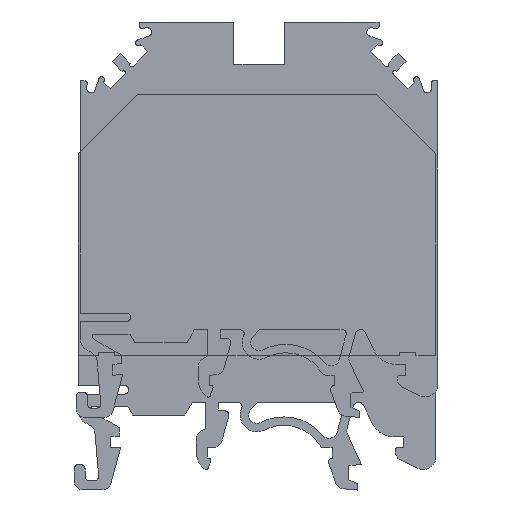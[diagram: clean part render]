
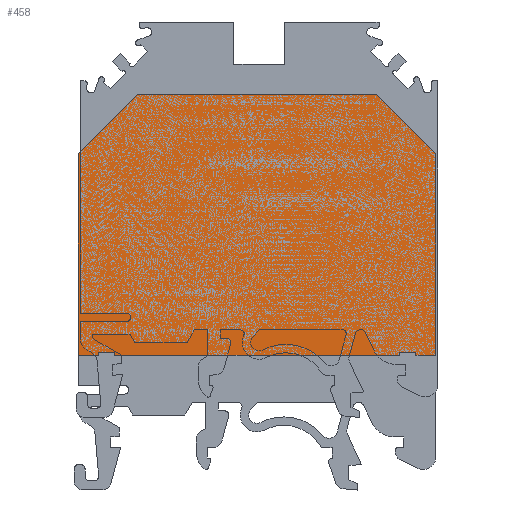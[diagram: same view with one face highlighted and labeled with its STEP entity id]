
A CAD part, front view. The second image highlights one B-rep face of the part: STEP entity #458.
In plain terms, the highlighted planar face has unit normal (0, -1, 0).
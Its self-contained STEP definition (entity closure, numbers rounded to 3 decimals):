
#458 = ADVANCED_FACE( '', ( #983 ), #984, .T. );
#983 = FACE_OUTER_BOUND( '', #1571, .T. );
#984 = PLANE( '', #1572 );
#1571 = EDGE_LOOP( '', ( #2746, #2747, #2748, #2749, #2750, #2751, #2752, #2753, #2754, #2755, #2756, #2757, #2758, #2759 ) );
#1572 = AXIS2_PLACEMENT_3D( '', #2760, #2761, #2762 );
#2746 = ORIENTED_EDGE( '', *, *, #4048, .F. );
#2747 = ORIENTED_EDGE( '', *, *, #4050, .F. );
#2748 = ORIENTED_EDGE( '', *, *, #4055, .T. );
#2749 = ORIENTED_EDGE( '', *, *, #4000, .F. );
#2750 = ORIENTED_EDGE( '', *, *, #3668, .F. );
#2751 = ORIENTED_EDGE( '', *, *, #3853, .F. );
#2752 = ORIENTED_EDGE( '', *, *, #4057, .F. );
#2753 = ORIENTED_EDGE( '', *, *, #3849, .F. );
#2754 = ORIENTED_EDGE( '', *, *, #4058, .F. );
#2755 = ORIENTED_EDGE( '', *, *, #3583, .F. );
#2756 = ORIENTED_EDGE( '', *, *, #3997, .F. );
#2757 = ORIENTED_EDGE( '', *, *, #3560, .F. );
#2758 = ORIENTED_EDGE( '', *, *, #4031, .F. );
#2759 = ORIENTED_EDGE( '', *, *, #3917, .F. );
#2760 = CARTESIAN_POINT( '', ( 0., 0., 0. ) );
#2761 = DIRECTION( '', ( 0., -1., 0. ) );
#2762 = DIRECTION( '', ( 0., 0., -1. ) );
#3560 = EDGE_CURVE( '', #4262, #4263, #4264, .T. );
#3583 = EDGE_CURVE( '', #4301, #4302, #4303, .T. );
#3668 = EDGE_CURVE( '', #4447, #4448, #4449, .T. );
#3849 = EDGE_CURVE( '', #4751, #4752, #4753, .T. );
#3853 = EDGE_CURVE( '', #4757, #4447, #4758, .T. );
#3917 = EDGE_CURVE( '', #4852, #4854, #4855, .T. );
#3997 = EDGE_CURVE( '', #4263, #4301, #4976, .T. );
#4000 = EDGE_CURVE( '', #4448, #4978, #4980, .T. );
#4031 = EDGE_CURVE( '', #4854, #4262, #5025, .T. );
#4048 = EDGE_CURVE( '', #5051, #4852, #5053, .T. );
#4050 = EDGE_CURVE( '', #5055, #5051, #5056, .T. );
#4055 = EDGE_CURVE( '', #5055, #4978, #5062, .T. );
#4057 = EDGE_CURVE( '', #4752, #4757, #5064, .T. );
#4058 = EDGE_CURVE( '', #4302, #4751, #5065, .T. );
#4262 = VERTEX_POINT( '', #5306 );
#4263 = VERTEX_POINT( '', #5307 );
#4264 = LINE( '', #5308, #5309 );
#4301 = VERTEX_POINT( '', #5359 );
#4302 = VERTEX_POINT( '', #5360 );
#4303 = LINE( '', #5361, #5362 );
#4447 = VERTEX_POINT( '', #5556 );
#4448 = VERTEX_POINT( '', #5557 );
#4449 = LINE( '', #5558, #5559 );
#4751 = VERTEX_POINT( '', #5977 );
#4752 = VERTEX_POINT( '', #5978 );
#4753 = LINE( '', #5979, #5980 );
#4757 = VERTEX_POINT( '', #5986 );
#4758 = LINE( '', #5987, #5988 );
#4852 = VERTEX_POINT( '', #6120 );
#4854 = VERTEX_POINT( '', #6123 );
#4855 = LINE( '', #6124, #6125 );
#4976 = LINE( '', #6297, #6298 );
#4978 = VERTEX_POINT( '', #6300 );
#4980 = LINE( '', #6303, #6304 );
#5025 = LINE( '', #6370, #6371 );
#5051 = VERTEX_POINT( '', #6406 );
#5053 = LINE( '', #6409, #6410 );
#5055 = VERTEX_POINT( '', #6412 );
#5056 = LINE( '', #6413, #6414 );
#5062 = LINE( '', #6421, #6422 );
#5064 = LINE( '', #6424, #6425 );
#5065 = LINE( '', #6426, #6427 );
#5306 = CARTESIAN_POINT( '', ( 18.89, 0., -15.5 ) );
#5307 = CARTESIAN_POINT( '', ( 18.89, 0., -15.107 ) );
#5308 = CARTESIAN_POINT( '', ( 18.89, 0., -15.5 ) );
#5309 = VECTOR( '', #6736, 1000. );
#5359 = CARTESIAN_POINT( '', ( 16.923, 0., -15.107 ) );
#5360 = CARTESIAN_POINT( '', ( 16.923, 0., -15.5 ) );
#5361 = CARTESIAN_POINT( '', ( 16.923, 0., -15.107 ) );
#5362 = VECTOR( '', #6762, 1000. );
#5556 = CARTESIAN_POINT( '', ( -18.89, 0., -15.5 ) );
#5557 = CARTESIAN_POINT( '', ( -21.25, 0., -15.5 ) );
#5558 = CARTESIAN_POINT( '', ( -18.89, 0., -15.5 ) );
#5559 = VECTOR( '', #6858, 1000. );
#5977 = CARTESIAN_POINT( '', ( -16.923, 0., -15.5 ) );
#5978 = CARTESIAN_POINT( '', ( -16.923, 0., -15.107 ) );
#5979 = CARTESIAN_POINT( '', ( -16.923, 0., -15.5 ) );
#5980 = VECTOR( '', #7050, 1000. );
#5986 = CARTESIAN_POINT( '', ( -18.89, 0., -15.107 ) );
#5987 = CARTESIAN_POINT( '', ( -18.89, 0., -15.107 ) );
#5988 = VECTOR( '', #7053, 1000. );
#6120 = CARTESIAN_POINT( '', ( 21.25, 0., 8.466 ) );
#6123 = CARTESIAN_POINT( '', ( 21.25, 0., -15.5 ) );
#6124 = CARTESIAN_POINT( '', ( 21.25, 0., 9.993 ) );
#6125 = VECTOR( '', #7117, 1000. );
#6297 = CARTESIAN_POINT( '', ( 18.89, 0., -15.107 ) );
#6298 = VECTOR( '', #7193, 1000. );
#6300 = CARTESIAN_POINT( '', ( -21.25, 0., 8.466 ) );
#6303 = CARTESIAN_POINT( '', ( -21.25, 0., -15.5 ) );
#6304 = VECTOR( '', #7195, 1000. );
#6370 = CARTESIAN_POINT( '', ( 21.25, 0., -15.5 ) );
#6371 = VECTOR( '', #7217, 1000. );
#6406 = CARTESIAN_POINT( '', ( 14.216, 0., 15.5 ) );
#6409 = CARTESIAN_POINT( '', ( 14.216, 0., 15.5 ) );
#6410 = VECTOR( '', #7234, 1000. );
#6412 = CARTESIAN_POINT( '', ( -14.216, 0., 15.5 ) );
#6413 = CARTESIAN_POINT( '', ( -15.743, 0., 15.5 ) );
#6414 = VECTOR( '', #7235, 1000. );
#6421 = CARTESIAN_POINT( '', ( -14.216, 0., 15.5 ) );
#6422 = VECTOR( '', #7240, 1000. );
#6424 = CARTESIAN_POINT( '', ( -16.923, 0., -15.107 ) );
#6425 = VECTOR( '', #7241, 1000. );
#6426 = CARTESIAN_POINT( '', ( 16.923, 0., -15.5 ) );
#6427 = VECTOR( '', #7242, 1000. );
#6736 = DIRECTION( '', ( 0., 0., 1. ) );
#6762 = DIRECTION( '', ( 0., 0., -1. ) );
#6858 = DIRECTION( '', ( -1., 0., 0. ) );
#7050 = DIRECTION( '', ( 0., 0., 1. ) );
#7053 = DIRECTION( '', ( 0., 0., -1. ) );
#7117 = DIRECTION( '', ( 0., 0., -1. ) );
#7193 = DIRECTION( '', ( -1., 0., 0. ) );
#7195 = DIRECTION( '', ( 0., 0., 1. ) );
#7217 = DIRECTION( '', ( -1., 0., 0. ) );
#7234 = DIRECTION( '', ( 0.707, 0., -0.707 ) );
#7235 = DIRECTION( '', ( 1., 0., 0. ) );
#7240 = DIRECTION( '', ( -0.707, 0., -0.707 ) );
#7241 = DIRECTION( '', ( -1., 0., 0. ) );
#7242 = DIRECTION( '', ( -1., 0., 0. ) );
